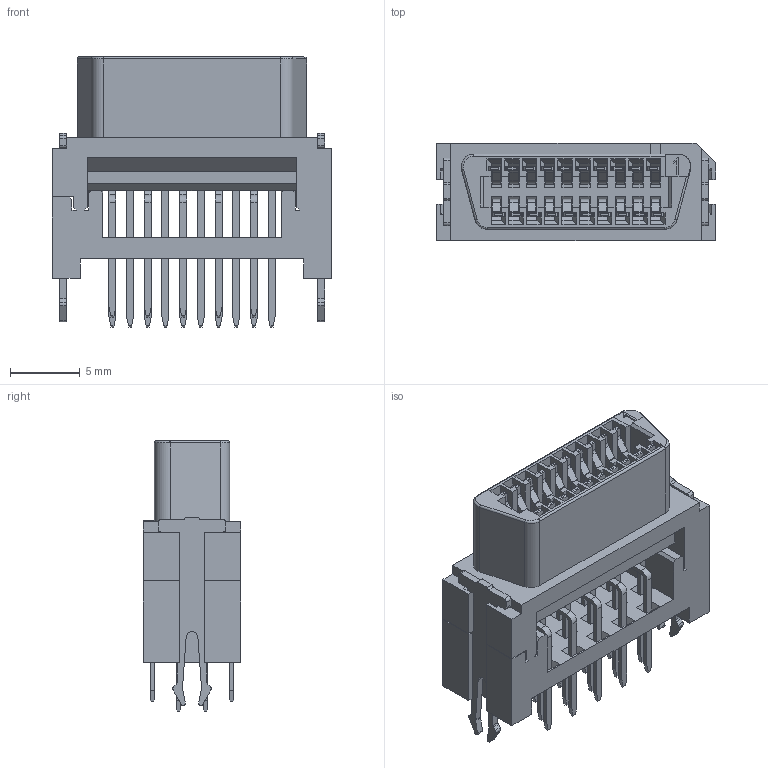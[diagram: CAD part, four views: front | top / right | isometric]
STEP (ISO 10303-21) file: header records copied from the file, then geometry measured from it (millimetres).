
FILE_DESCRIPTION( ('This file contains a STEP AP42 implementation' ,'as created by ZW3D STEP Interface translator.') ,'2;1' );
FILE_NAME( '6325D-XXXSDXXPWT0X.stp' ,'231028. 857 8', (''), ('ZWCAD Software Co.'), 'Version 1.0', 'ZW3D to STEP translator', '' );
FILE_SCHEMA(('AUTOMOTIVE_DESIGN { 1 0 10303 214 1 1 1 1 }'));
Length unit declared in the file: millimetre
Products named in the file (1): 0
Bounding box: 20.03 x 7 x 19.4 mm (x, y, z)
Volume: 1080.2 mm3; surface area: 2788.8 mm2
Topology: 1 solids, 1 shells, 1956 faces, 5730 edges, 3695 vertices
Faces by surface type: plane 1364, cylinder 586, torus 4, cone 2
Full cylindrical faces by diameter (mm): 1 x2
Entity records: 66468 total; most frequent: ORIENTED_EDGE 11540, CARTESIAN_POINT 11500, DIRECTION 10769, EDGE_CURVE 5730, VECTOR 4489, LINE 4489, VERTEX_POINT 3695, AXIS2_PLACEMENT_3D 3140
